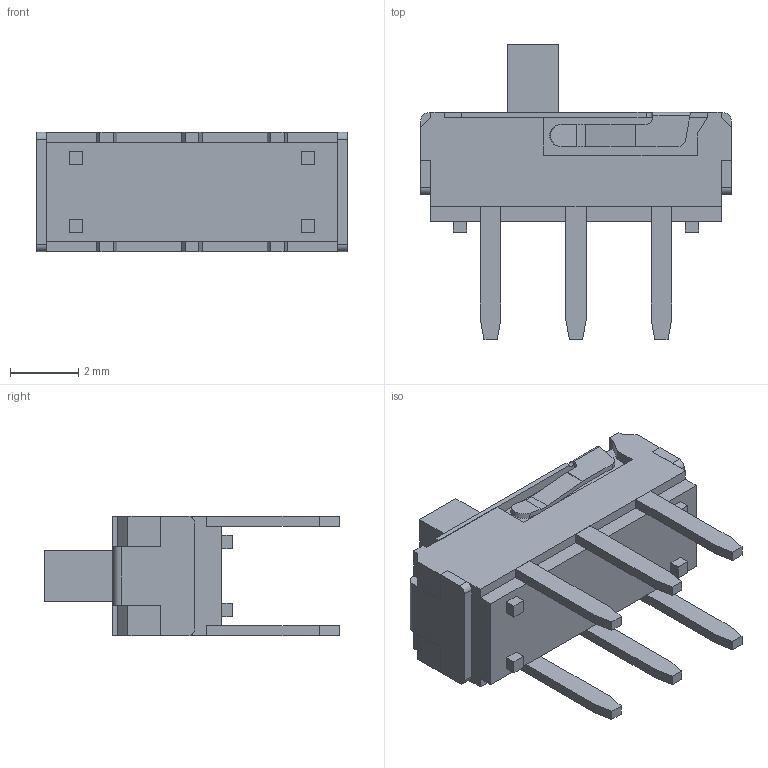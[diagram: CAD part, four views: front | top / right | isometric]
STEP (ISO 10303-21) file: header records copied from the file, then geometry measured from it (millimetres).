
FILE_DESCRIPTION (( 'STEP AP214' ), '1' );
FILE_NAME ('MS-22D18 G2 ROHS.STEP', '2025-04-02T09:01:40', ( 'LENOVO' ), ( '' ), 'SwSTEP 2.0', 'SolidWorks 2021', '' );
FILE_SCHEMA (( 'AUTOMOTIVE_DESIGN' ));
Length unit declared in the file: millimetre
Products named in the file (1): MS-22D18 G2 ROHS
Bounding box: 9.1 x 8.65 x 3.5 mm (x, y, z)
Volume: 104.4 mm3; surface area: 278.3 mm2
Topology: 8 solids, 8 shells, 173 faces, 442 edges, 290 vertices
Faces by surface type: plane 158, cylinder 15
Entity records: 5252 total; most frequent: CARTESIAN_POINT 930, ORIENTED_EDGE 884, DIRECTION 816, EDGE_CURVE 442, VECTOR 412, LINE 412, VERTEX_POINT 290, AXIS2_PLACEMENT_3D 202
